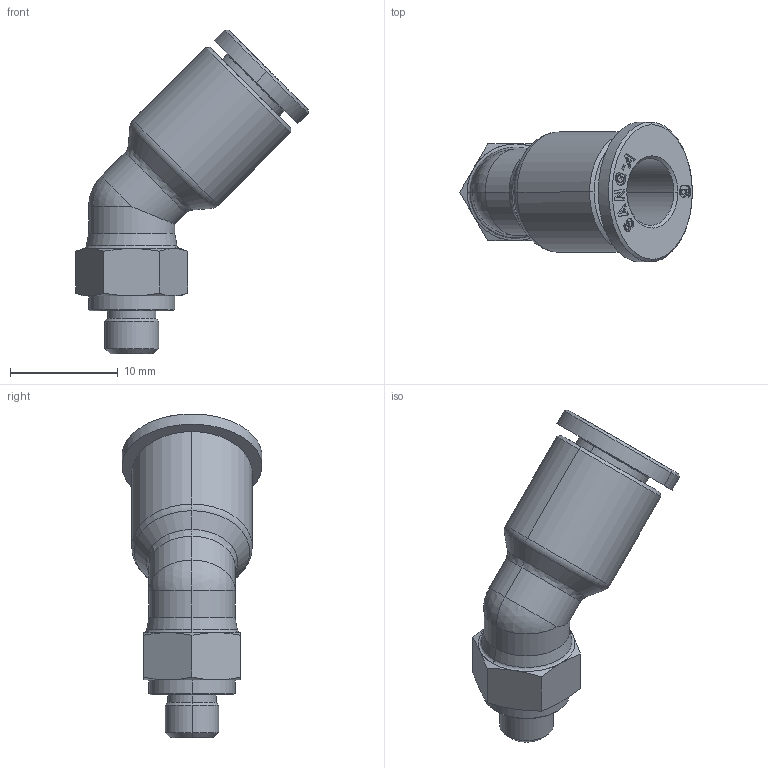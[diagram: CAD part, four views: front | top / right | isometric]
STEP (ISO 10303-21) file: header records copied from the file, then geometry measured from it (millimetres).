
FILE_DESCRIPTION (( 'STEP AP214' ), '1' );
FILE_NAME ('PL06-M5_45.STEP', '2021-03-01T10:41:01', ( '' ), ( '' ), 'SwSTEP 2.0', 'SolidWorks 2021', '' );
FILE_SCHEMA (( 'AUTOMOTIVE_DESIGN' ));
Length unit declared in the file: millimetre
Products named in the file (1): PL06-M5_45
Bounding box: 21.6 x 13 x 30.1 mm (x, y, z)
Volume: 1683.2 mm3; surface area: 1585.1 mm2
Topology: 1 solids, 1 shells, 284 faces, 736 edges, 469 vertices
Faces by surface type: plane 191, bspline 30, cone 30, cylinder 29, sphere 2, torus 2
Entity records: 12481 total; most frequent: CARTESIAN_POINT 2660, ORIENTED_EDGE 1468, DIRECTION 1267, EDGE_CURVE 734, LINE 547, VECTOR 547, VERTEX_POINT 469, AXIS2_PLACEMENT_3D 360
